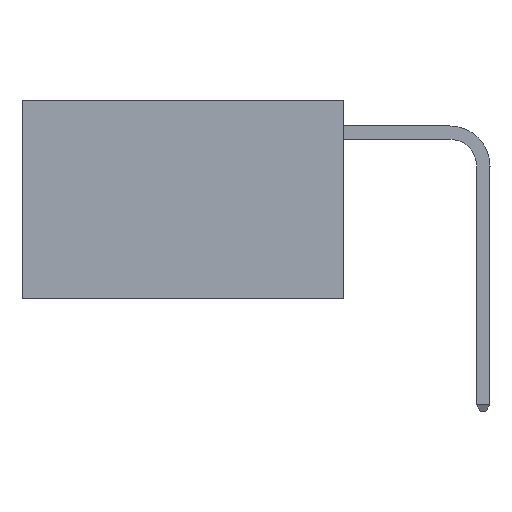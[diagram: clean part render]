
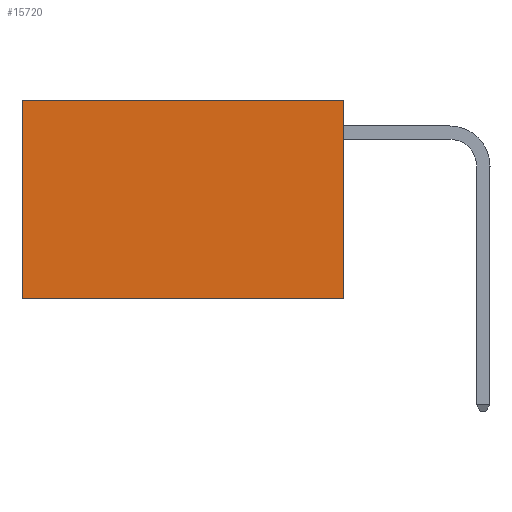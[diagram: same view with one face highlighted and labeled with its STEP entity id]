
A CAD part, left-side view. The second image highlights one B-rep face of the part: STEP entity #15720.
In plain terms, the highlighted planar face has unit normal (-1, 0, 0).
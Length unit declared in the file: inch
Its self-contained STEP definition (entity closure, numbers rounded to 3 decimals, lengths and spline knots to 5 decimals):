
#221 = EDGE_CURVE ( 'NONE', #14909, #27707, #15121, .T. ) ;
#755 = VECTOR ( 'NONE', #25025, 39.37008 ) ;
#1191 = CARTESIAN_POINT ( 'NONE',  ( 0.2625, 0.6, 0. ) ) ;
#2012 = EDGE_CURVE ( 'NONE', #14909, #2069, #4752, .T. ) ;
#2069 = VERTEX_POINT ( 'NONE', #10884 ) ;
#2704 = DIRECTION ( 'NONE',  ( 0., 0., -1. ) ) ;
#3493 = VECTOR ( 'NONE', #21968, 39.37008 ) ;
#4752 = LINE ( 'NONE', #8528, #23597 ) ;
#5178 = CARTESIAN_POINT ( 'NONE',  ( 0.2625, 0.6, 0. ) ) ;
#8075 = EDGE_LOOP ( 'NONE', ( #15921, #14259, #24356, #8222 ) ) ;
#8222 = ORIENTED_EDGE ( 'NONE', *, *, #221, .T. ) ;
#8446 = EDGE_CURVE ( 'NONE', #2069, #17401, #24057, .T. ) ;
#8528 = CARTESIAN_POINT ( 'NONE',  ( 0.2625, 0., 0. ) ) ;
#10884 = CARTESIAN_POINT ( 'NONE',  ( 0.2625, 0., -0.37 ) ) ;
#11512 = LINE ( 'NONE', #1191, #22466 ) ;
#11689 = EDGE_CURVE ( 'NONE', #27707, #17401, #11512, .T. ) ;
#11946 = CARTESIAN_POINT ( 'NONE',  ( 0.2625, 0., -0.37 ) ) ;
#13073 = CARTESIAN_POINT ( 'NONE',  ( 0.2625, 0., 0. ) ) ;
#13580 = CARTESIAN_POINT ( 'NONE',  ( 0.2625, 0., 0. ) ) ;
#14203 = CARTESIAN_POINT ( 'NONE',  ( 0.2625, 0.6, -0.37 ) ) ;
#14259 = ORIENTED_EDGE ( 'NONE', *, *, #8446, .F. ) ;
#14909 = VERTEX_POINT ( 'NONE', #13073 ) ;
#15121 = LINE ( 'NONE', #13580, #3493 ) ;
#15720 = ADVANCED_FACE ( 'NONE', ( #15958 ), #24508, .F. ) ;
#15802 = DIRECTION ( 'NONE',  ( 1., 0., 0. ) ) ;
#15921 = ORIENTED_EDGE ( 'NONE', *, *, #11689, .T. ) ;
#15958 = FACE_OUTER_BOUND ( 'NONE', #8075, .T. ) ;
#17215 = DIRECTION ( 'NONE',  ( 0., 0., -1. ) ) ;
#17401 = VERTEX_POINT ( 'NONE', #14203 ) ;
#21968 = DIRECTION ( 'NONE',  ( 0., 1., 0. ) ) ;
#22466 = VECTOR ( 'NONE', #23021, 39.37008 ) ;
#23021 = DIRECTION ( 'NONE',  ( 0., 0., -1. ) ) ;
#23597 = VECTOR ( 'NONE', #17215, 39.37008 ) ;
#24057 = LINE ( 'NONE', #11946, #755 ) ;
#24119 = AXIS2_PLACEMENT_3D ( 'NONE', #26668, #15802, #2704 ) ;
#24356 = ORIENTED_EDGE ( 'NONE', *, *, #2012, .F. ) ;
#24508 = PLANE ( 'NONE',  #24119 ) ;
#25025 = DIRECTION ( 'NONE',  ( 0., 1., 0. ) ) ;
#26668 = CARTESIAN_POINT ( 'NONE',  ( 0.2625, 0., 0. ) ) ;
#27707 = VERTEX_POINT ( 'NONE', #5178 ) ;
